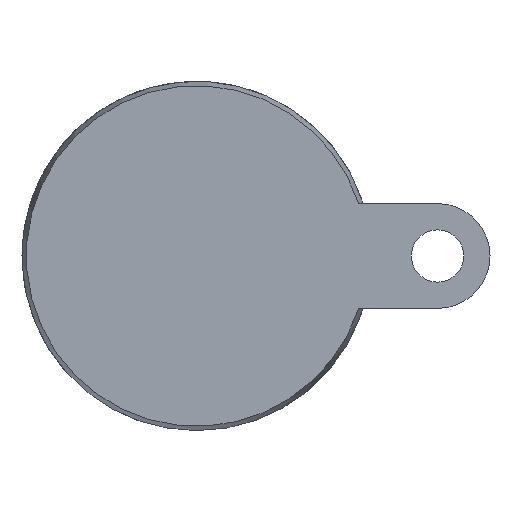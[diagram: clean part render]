
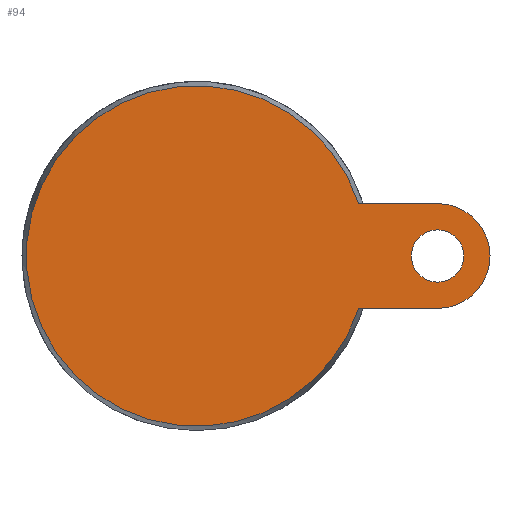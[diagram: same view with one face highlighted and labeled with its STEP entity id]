
A CAD part, front view. The second image highlights one B-rep face of the part: STEP entity #94.
In plain terms, the highlighted planar face has unit normal (0, -1, 0).
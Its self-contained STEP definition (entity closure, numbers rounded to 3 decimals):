
#94 = ADVANCED_FACE( '', ( #227, #228 ), #229, .F. );
#227 = FACE_BOUND( '', #434, .T. );
#228 = FACE_OUTER_BOUND( '', #435, .T. );
#229 = PLANE( '', #436 );
#434 = EDGE_LOOP( '', ( #641 ) );
#435 = EDGE_LOOP( '', ( #642, #643, #644, #645 ) );
#436 = AXIS2_PLACEMENT_3D( '', #646, #647, #648 );
#641 = ORIENTED_EDGE( '', *, *, #982, .T. );
#642 = ORIENTED_EDGE( '', *, *, #1003, .F. );
#643 = ORIENTED_EDGE( '', *, *, #967, .T. );
#644 = ORIENTED_EDGE( '', *, *, #1004, .F. );
#645 = ORIENTED_EDGE( '', *, *, #1005, .F. );
#646 = CARTESIAN_POINT( '', ( 48.75, 0., 0. ) );
#647 = DIRECTION( '', ( 0., 1., 0. ) );
#648 = DIRECTION( '', ( 0., 0., 1. ) );
#967 = EDGE_CURVE( '', #1119, #1123, #1125, .T. );
#982 = EDGE_CURVE( '', #1151, #1151, #1152, .T. );
#1003 = EDGE_CURVE( '', #1119, #1186, #1187, .T. );
#1004 = EDGE_CURVE( '', #1188, #1123, #1189, .T. );
#1005 = EDGE_CURVE( '', #1186, #1188, #1190, .T. );
#1119 = VERTEX_POINT( '', #1335 );
#1123 = VERTEX_POINT( '', #1342 );
#1125 = CIRCLE( '', #1347, 48.75 );
#1151 = VERTEX_POINT( '', #1373 );
#1152 = CIRCLE( '', #1374, 7.5 );
#1186 = VERTEX_POINT( '', #1442 );
#1187 = LINE( '', #1443, #1444 );
#1188 = VERTEX_POINT( '', #1445 );
#1189 = LINE( '', #1446, #1447 );
#1190 = CIRCLE( '', #1448, 15. );
#1335 = CARTESIAN_POINT( '', ( 46.385, 0., 15. ) );
#1342 = CARTESIAN_POINT( '', ( 46.385, 0., -15. ) );
#1347 = AXIS2_PLACEMENT_3D( '', #1744, #1745, #1746 );
#1373 = CARTESIAN_POINT( '', ( 76.5, 0., 0. ) );
#1374 = AXIS2_PLACEMENT_3D( '', #1780, #1781, #1782 );
#1442 = CARTESIAN_POINT( '', ( 69., 0., 15. ) );
#1443 = CARTESIAN_POINT( '', ( 0., 0., 15. ) );
#1444 = VECTOR( '', #1801, 1000. );
#1445 = CARTESIAN_POINT( '', ( 69., 0., -15. ) );
#1446 = CARTESIAN_POINT( '', ( 69., 0., -15. ) );
#1447 = VECTOR( '', #1802, 1000. );
#1448 = AXIS2_PLACEMENT_3D( '', #1803, #1804, #1805 );
#1744 = CARTESIAN_POINT( '', ( 0., 0., 0. ) );
#1745 = DIRECTION( '', ( 0., -1., 0. ) );
#1746 = DIRECTION( '', ( 0., 0., -1. ) );
#1780 = CARTESIAN_POINT( '', ( 69., 0., 0. ) );
#1781 = DIRECTION( '', ( 0., 1., 0. ) );
#1782 = DIRECTION( '', ( 1., 0., 0. ) );
#1801 = DIRECTION( '', ( 1., 0., 0. ) );
#1802 = DIRECTION( '', ( -1., 0., 0. ) );
#1803 = CARTESIAN_POINT( '', ( 69., 0., 0. ) );
#1804 = DIRECTION( '', ( 0., 1., 0. ) );
#1805 = DIRECTION( '', ( 1., 0., 0. ) );
